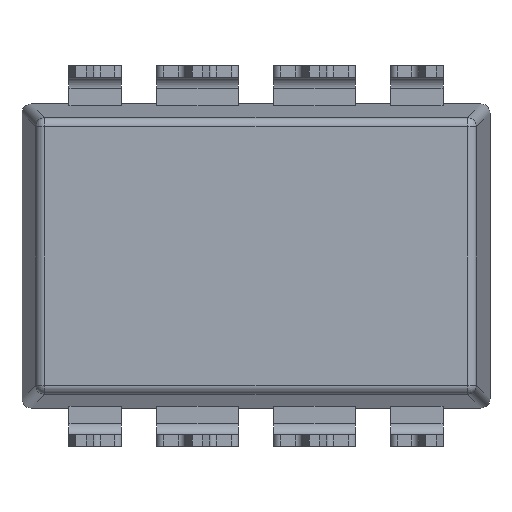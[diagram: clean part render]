
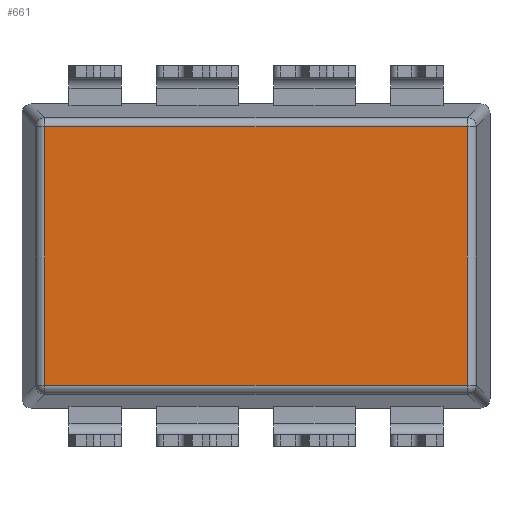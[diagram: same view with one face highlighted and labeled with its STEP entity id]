
A CAD part, front view. The second image highlights one B-rep face of the part: STEP entity #661.
In plain terms, the highlighted planar face has unit normal (0, -1, 0).
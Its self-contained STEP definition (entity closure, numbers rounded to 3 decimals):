
#661 = ADVANCED_FACE ( 'NONE', ( #1887 ), #7367, .T. ) ;
#1434 = EDGE_CURVE ( 'NONE', #6687, #8213, #6051, .T. ) ;
#1809 = ORIENTED_EDGE ( 'NONE', *, *, #1888, .T. ) ;
#1887 = FACE_OUTER_BOUND ( 'NONE', #4029, .T. ) ;
#1888 = EDGE_CURVE ( 'NONE', #6814, #6687, #6140, .T. ) ;
#2348 = CARTESIAN_POINT ( 'NONE',  ( 0., -2.285, 2.805 ) ) ;
#2619 = VECTOR ( 'NONE', #13543, 1000. ) ;
#3349 = CARTESIAN_POINT ( 'NONE',  ( 0., -2.285, 0. ) ) ;
#3471 = DIRECTION ( 'NONE',  ( 0., 0., -1. ) ) ;
#4029 = EDGE_LOOP ( 'NONE', ( #1809, #7815, #8446, #12507 ) ) ;
#4119 = CARTESIAN_POINT ( 'NONE',  ( 0., -2.285, -2.805 ) ) ;
#4593 = VERTEX_POINT ( 'NONE', #11955 ) ;
#5101 = DIRECTION ( 'NONE',  ( 1., 0., 0. ) ) ;
#5216 = VECTOR ( 'NONE', #5101, 1000. ) ;
#5415 = CARTESIAN_POINT ( 'NONE',  ( -4.585, -2.285, 0. ) ) ;
#5606 = DIRECTION ( 'NONE',  ( 0., -1., 0. ) ) ;
#6051 = LINE ( 'NONE', #8304, #2619 ) ;
#6140 = LINE ( 'NONE', #4119, #5216 ) ;
#6326 = LINE ( 'NONE', #5415, #11193 ) ;
#6687 = VERTEX_POINT ( 'NONE', #12121 ) ;
#6814 = VERTEX_POINT ( 'NONE', #7221 ) ;
#7221 = CARTESIAN_POINT ( 'NONE',  ( -4.585, -2.285, -2.805 ) ) ;
#7333 = EDGE_CURVE ( 'NONE', #8213, #4593, #7782, .T. ) ;
#7367 = PLANE ( 'NONE',  #7558 ) ;
#7558 = AXIS2_PLACEMENT_3D ( 'NONE', #3349, #5606, #3471 ) ;
#7782 = LINE ( 'NONE', #2348, #11860 ) ;
#7815 = ORIENTED_EDGE ( 'NONE', *, *, #1434, .T. ) ;
#8213 = VERTEX_POINT ( 'NONE', #10205 ) ;
#8304 = CARTESIAN_POINT ( 'NONE',  ( 4.585, -2.285, 0. ) ) ;
#8446 = ORIENTED_EDGE ( 'NONE', *, *, #7333, .T. ) ;
#8639 = EDGE_CURVE ( 'NONE', #4593, #6814, #6326, .T. ) ;
#9821 = DIRECTION ( 'NONE',  ( -1., 0., 0. ) ) ;
#10205 = CARTESIAN_POINT ( 'NONE',  ( 4.585, -2.285, 2.805 ) ) ;
#11193 = VECTOR ( 'NONE', #12891, 1000. ) ;
#11860 = VECTOR ( 'NONE', #9821, 1000. ) ;
#11955 = CARTESIAN_POINT ( 'NONE',  ( -4.585, -2.285, 2.805 ) ) ;
#12121 = CARTESIAN_POINT ( 'NONE',  ( 4.585, -2.285, -2.805 ) ) ;
#12507 = ORIENTED_EDGE ( 'NONE', *, *, #8639, .T. ) ;
#12891 = DIRECTION ( 'NONE',  ( 0., 0., -1. ) ) ;
#13543 = DIRECTION ( 'NONE',  ( 0., 0., 1. ) ) ;
